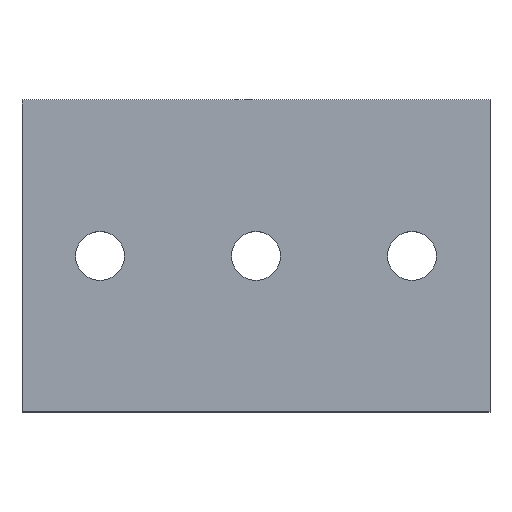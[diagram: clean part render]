
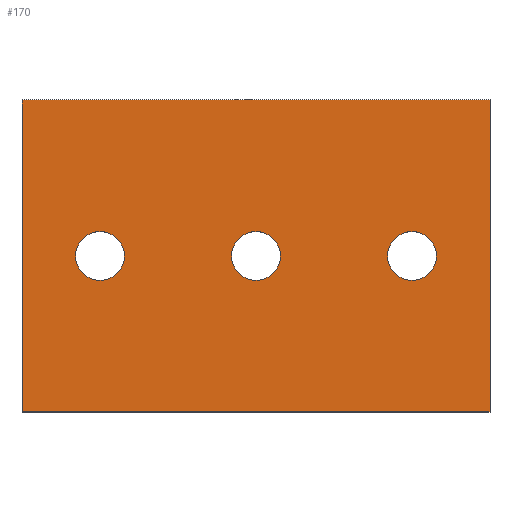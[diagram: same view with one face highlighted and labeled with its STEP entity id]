
A CAD part, top view. The second image highlights one B-rep face of the part: STEP entity #170.
In plain terms, the highlighted planar face has unit normal (0, 0, 1).
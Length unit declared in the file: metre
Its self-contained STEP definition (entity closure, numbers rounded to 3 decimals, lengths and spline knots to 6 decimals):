
#20=CIRCLE('',#189,0.00625);
#22=CIRCLE('',#192,0.00625);
#24=CIRCLE('',#196,0.00625);
#51=ORIENTED_EDGE('',*,*,#67,.F.);
#52=ORIENTED_EDGE('',*,*,#71,.T.);
#53=ORIENTED_EDGE('',*,*,#74,.T.);
#54=ORIENTED_EDGE('',*,*,#80,.F.);
#55=ORIENTED_EDGE('',*,*,#77,.F.);
#56=ORIENTED_EDGE('',*,*,#75,.F.);
#57=ORIENTED_EDGE('',*,*,#81,.F.);
#67=EDGE_CURVE('',#85,#86,#99,.T.);
#71=EDGE_CURVE('',#85,#88,#103,.T.);
#74=EDGE_CURVE('',#88,#90,#106,.T.);
#75=EDGE_CURVE('',#91,#91,#20,.T.);
#77=EDGE_CURVE('',#93,#93,#22,.T.);
#80=EDGE_CURVE('',#86,#90,#108,.T.);
#81=EDGE_CURVE('',#95,#95,#24,.T.);
#85=VERTEX_POINT('',#250);
#86=VERTEX_POINT('',#252);
#88=VERTEX_POINT('',#258);
#90=VERTEX_POINT('',#264);
#91=VERTEX_POINT('',#268);
#93=VERTEX_POINT('',#273);
#95=VERTEX_POINT('',#281);
#99=LINE('',#251,#111);
#103=LINE('',#259,#115);
#106=LINE('',#265,#118);
#108=LINE('',#278,#120);
#111=VECTOR('',#206,1.);
#115=VECTOR('',#212,1.);
#118=VECTOR('',#217,1.);
#120=VECTOR('',#233,1.);
#131=EDGE_LOOP('',(#51,#52,#53,#54));
#132=EDGE_LOOP('',(#55));
#133=EDGE_LOOP('',(#56));
#134=EDGE_LOOP('',(#57));
#149=FACE_BOUND('',#131,.T.);
#150=FACE_BOUND('',#132,.T.);
#151=FACE_BOUND('',#133,.T.);
#152=FACE_BOUND('',#134,.T.);
#161=PLANE('',#198);
#170=ADVANCED_FACE('',(#149,#150,#151,#152),#161,.T.);
#189=AXIS2_PLACEMENT_3D('',#267,#220,#221);
#192=AXIS2_PLACEMENT_3D('',#272,#226,#227);
#196=AXIS2_PLACEMENT_3D('',#280,#236,#237);
#198=AXIS2_PLACEMENT_3D('',#284,#240,#241);
#206=DIRECTION('',(0.,1.,0.));
#212=DIRECTION('',(1.,0.,0.));
#217=DIRECTION('',(0.,1.,0.));
#220=DIRECTION('',(0.,0.,1.));
#221=DIRECTION('',(1.,0.,0.));
#226=DIRECTION('',(0.,0.,1.));
#227=DIRECTION('',(1.,0.,0.));
#233=DIRECTION('',(1.,0.,0.));
#236=DIRECTION('',(0.,0.,1.));
#237=DIRECTION('',(1.,0.,0.));
#240=DIRECTION('',(0.,0.,1.));
#241=DIRECTION('',(1.,0.,0.));
#250=CARTESIAN_POINT('',(0.,0.,0.003));
#251=CARTESIAN_POINT('',(0.,0.04,0.003));
#252=CARTESIAN_POINT('',(0.,0.08,0.003));
#258=CARTESIAN_POINT('',(0.12,0.,0.003));
#259=CARTESIAN_POINT('',(0.06,0.,0.003));
#264=CARTESIAN_POINT('',(0.12,0.08,0.003));
#265=CARTESIAN_POINT('',(0.12,0.04,0.003));
#267=CARTESIAN_POINT('',(0.06,0.04,0.003));
#268=CARTESIAN_POINT('',(0.06625,0.04,0.003));
#272=CARTESIAN_POINT('',(0.02,0.04,0.003));
#273=CARTESIAN_POINT('',(0.02625,0.04,0.003));
#278=CARTESIAN_POINT('',(0.06,0.08,0.003));
#280=CARTESIAN_POINT('',(0.1,0.04,0.003));
#281=CARTESIAN_POINT('',(0.10625,0.04,0.003));
#284=CARTESIAN_POINT('',(0.06,0.04,0.003));
